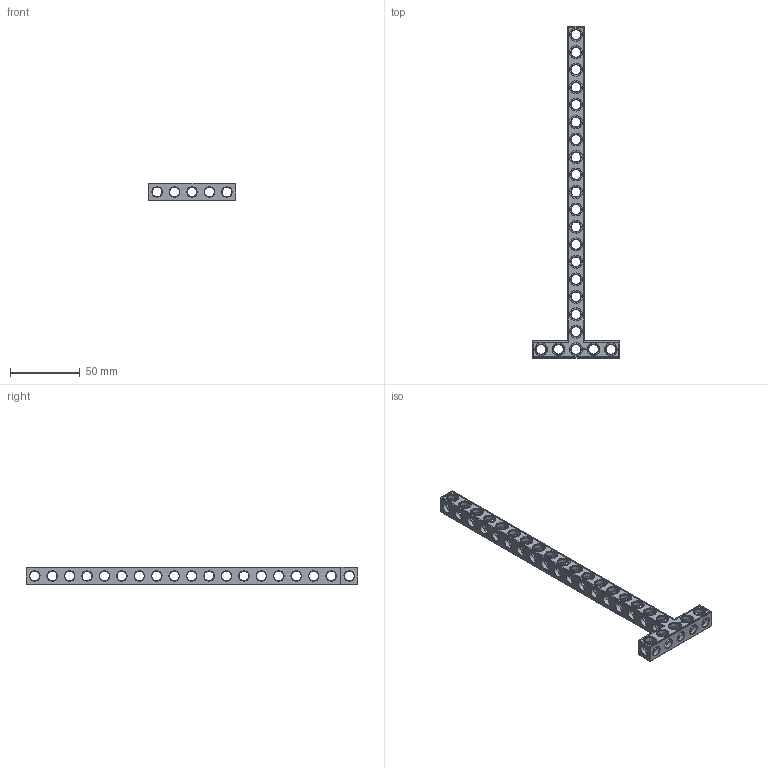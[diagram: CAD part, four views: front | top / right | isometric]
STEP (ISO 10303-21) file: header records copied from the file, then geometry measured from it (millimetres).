
FILE_DESCRIPTION(('FreeCAD Model'),'2;1');
FILE_NAME('Open CASCADE Shape Model','2021-08-08T23:11:27',( 'Paulo Kiefe'),('STEMFIE.org'),'Open CASCADE STEP processor 7.4', 'FreeCAD','Unknown');
FILE_SCHEMA(('AUTOMOTIVE_DESIGN { 1 0 10303 214 1 1 1 1 }'));
Products named in the file (1): Beam_TSH_SYM_ESS_BU05x19x01_-_SPN-BEM-1036_(stemfie.org)
Bounding box: 62.5 x 237.5 x 12.5 mm (x, y, z)
Volume: 22447.1 mm3; surface area: 20151.1 mm2
Topology: 1 solids, 1 shells, 806 faces, 2453 edges, 1613 vertices
Faces by surface type: plane 399, extrusion 174, cylinder 139, cone 94
Full cylindrical faces by diameter (mm): 7 x116, 9.2 x23
Entity records: 126877 total; most frequent: CARTESIAN_POINT 75410, DIRECTION 7409, ORIENTED_EDGE 4906, PCURVE 4906, DEFINITIONAL_REPRESENTATION 4906, VECTOR 4846, LINE 4672, EDGE_CURVE 2453
